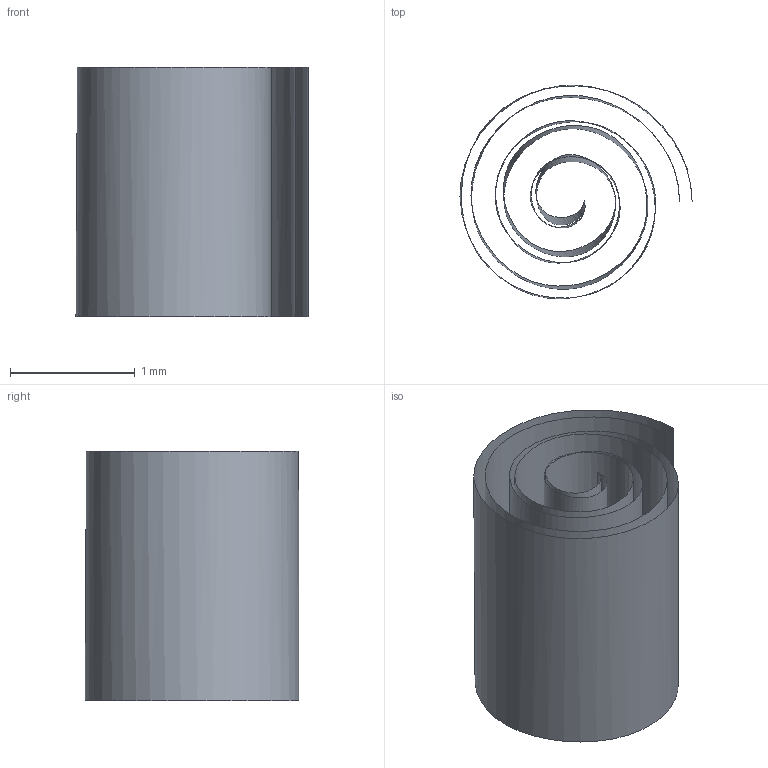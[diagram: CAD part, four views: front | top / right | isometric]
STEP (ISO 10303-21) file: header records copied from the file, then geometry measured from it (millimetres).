
FILE_DESCRIPTION(('CAx-IF Rec.Pracs.---Model Styling and Organization---1.2---2011-12-15','CAx-IF Rec.Pracs.---Geometric and Assembly Validation Properties---4.1---2014-06-16','CAx-IF Rec.Pracs.---PMI Polyline Presentation---2.0---2013-05-24'),'2;1');
FILE_NAME('529_spirals.stp','2017-05-11T01:38:12+08:00',('HyperWorksVersion-14.0.0.88'),(''),'STEP Interface 4.0 Sp3 by CT CoreTechnologie','3D_Kernel_IO4.0 Sp3 by CT CoreTechnologie','');
FILE_SCHEMA(('AUTOMOTIVE_DESIGN { 1 0 10303 214 1 1 1 1 }'));
Length unit declared in the file: millimetre
Products named in the file (1): 529_spirals
Bounding box: 1.86 x 1.71 x 2 mm (x, y, z)
Surface area: 41.1 mm2 (no closed solid volume)
Topology: 0 solids, 1 shells, 2 faces, 7 edges, 6 vertices
Faces by surface type: bspline 2
Entity records: 334 total; most frequent: CARTESIAN_POINT 232, ORIENTED_EDGE 8, EDGE_CURVE 7, VERTEX_POINT 6, DIRECTION 5, B_SPLINE_CURVE_WITH_KNOTS 4, PROPERTY_DEFINITION 4, VECTOR 3
